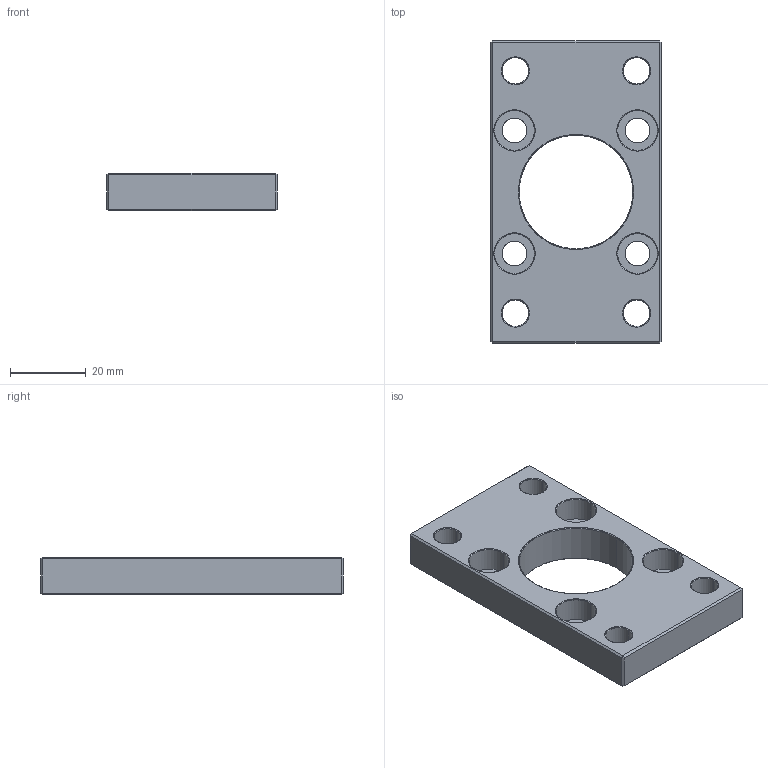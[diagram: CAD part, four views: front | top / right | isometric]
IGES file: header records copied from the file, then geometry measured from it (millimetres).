
Start section: SolidWorks IGES file using analytic representation for surfaces
Global section: file name: XFL-032.IGS; native system: SolidWorks 2005 by SolidWorks Corporation; preprocessor: SolidWorks 2005 by SolidWorks Corporation; author: luigip; date: 050902.161222; units: millimetre
Bounding box: 45 x 80 x 10 mm (x, y, z)
Surface area: 10472.4 mm2 (no closed solid volume)
Topology: 0 solids, 0 shells, 76 faces, 1176 edges, 1176 vertices
Faces by surface type: revolution 46, bspline 30
